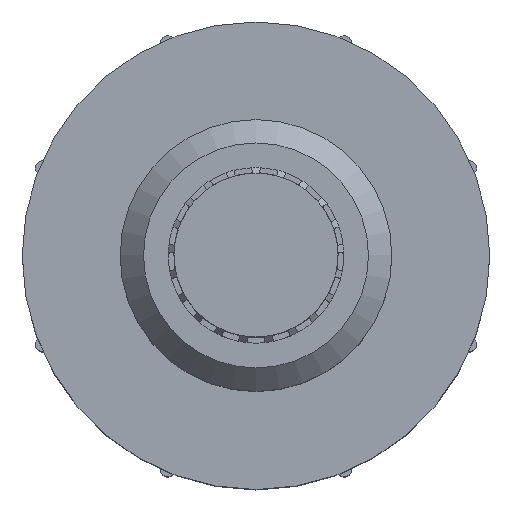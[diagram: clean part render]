
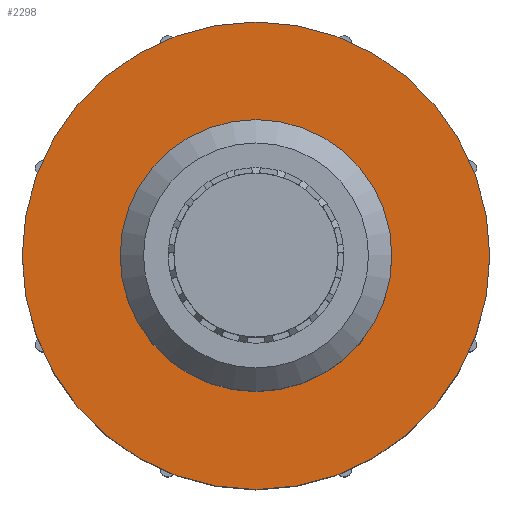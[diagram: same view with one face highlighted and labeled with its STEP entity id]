
A CAD part, top view. The second image highlights one B-rep face of the part: STEP entity #2298.
In plain terms, the highlighted planar face has unit normal (0, 0, 1).
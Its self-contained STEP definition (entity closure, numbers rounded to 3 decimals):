
#245=PLANE('',#2549);
#385=FACE_OUTER_BOUND('',#527,.T.);
#527=EDGE_LOOP('',(#2142));
#936=CIRCLE('',#2547,8.);
#1150=VERTEX_POINT('',#4017);
#1480=EDGE_CURVE('',#1150,#1150,#936,.T.);
#2142=ORIENTED_EDGE('',*,*,#1480,.T.);
#2298=ADVANCED_FACE('',(#385),#245,.T.);
#2547=AXIS2_PLACEMENT_3D('',#4018,#3156,#3157);
#2549=AXIS2_PLACEMENT_3D('',#4022,#3161,#3162);
#3156=DIRECTION('center_axis',(0.,0.,1.));
#3157=DIRECTION('ref_axis',(1.,0.,0.));
#3161=DIRECTION('center_axis',(0.,0.,1.));
#3162=DIRECTION('ref_axis',(1.,0.,0.));
#4017=CARTESIAN_POINT('',(-8.,0.,8.6));
#4018=CARTESIAN_POINT('Origin',(0.,0.,8.6));
#4022=CARTESIAN_POINT('Origin',(0.,0.,8.6));
